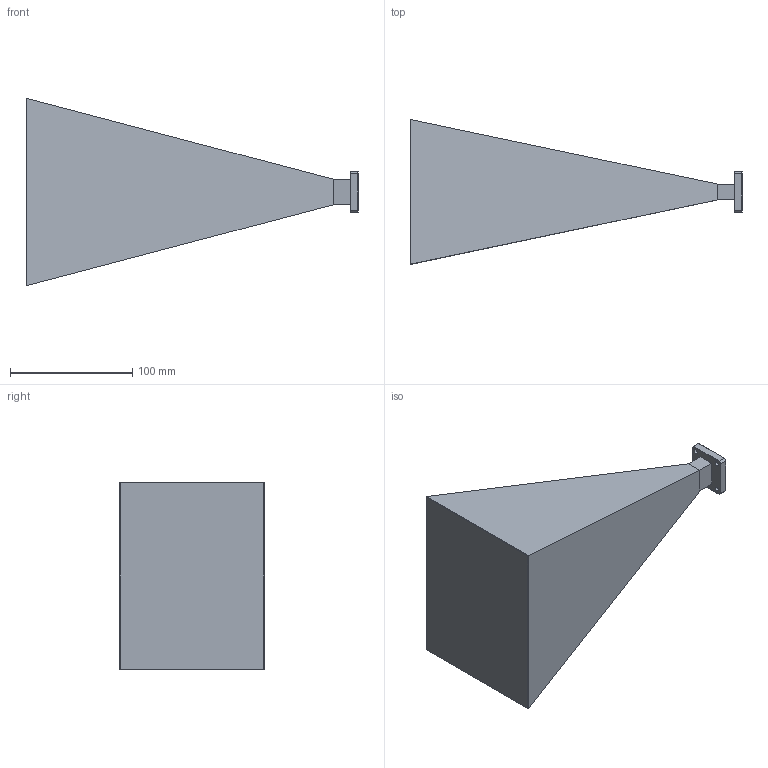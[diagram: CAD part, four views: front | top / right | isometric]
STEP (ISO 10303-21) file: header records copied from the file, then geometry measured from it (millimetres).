
FILE_DESCRIPTION (( 'STEP AP203' ), '1' );
FILE_NAME ('SAR-2309-62-S2.STEP', '2019-06-10T19:54:32', ( '' ), ( '' ), 'SwSTEP 2.0', 'SolidWorks 2016', '' );
FILE_SCHEMA (( 'CONFIG_CONTROL_DESIGN' ));
Length unit declared in the file: inch
Products named in the file (1): SAR-2309-62-S2
Bounding box: 271.78 x 118.41 x 153.41 mm (x, y, z)
Volume: 1748396.4 mm3; surface area: 101000.6 mm2
Topology: 1 solids, 1 shells, 52 faces, 124 edges, 76 vertices
Faces by surface type: plane 44, cylinder 8
Entity records: 1559 total; most frequent: CARTESIAN_POINT 253, ORIENTED_EDGE 248, DIRECTION 246, EDGE_CURVE 124, LINE 108, VECTOR 108, VERTEX_POINT 76, AXIS2_PLACEMENT_3D 69
